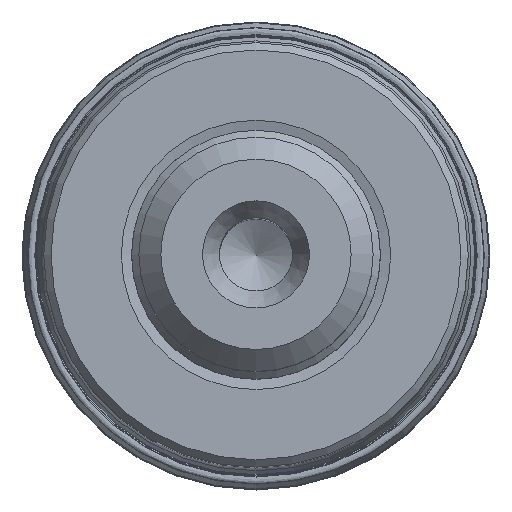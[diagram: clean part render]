
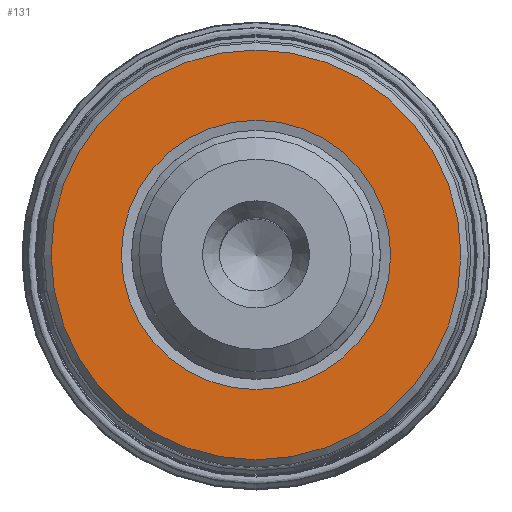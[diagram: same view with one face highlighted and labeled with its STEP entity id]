
A CAD part, top view. The second image highlights one B-rep face of the part: STEP entity #131.
In plain terms, the highlighted planar face has unit normal (0, 0, 1).
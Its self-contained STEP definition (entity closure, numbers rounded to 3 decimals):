
#46=PLANE('',#908);
#131=ADVANCED_FACE('',(#363,#364),#46,.F.);
#363=FACE_BOUND('',#493,.T.);
#364=FACE_BOUND('',#494,.T.);
#493=EDGE_LOOP('',(#621));
#494=EDGE_LOOP('',(#622));
#621=ORIENTED_EDGE('',*,*,#767,.T.);
#622=ORIENTED_EDGE('',*,*,#766,.F.);
#700=VERTEX_POINT('',#1574);
#701=VERTEX_POINT('',#1577);
#766=EDGE_CURVE('',#700,#700,#830,.T.);
#767=EDGE_CURVE('',#701,#701,#831,.T.);
#830=CIRCLE('',#905,9.199);
#831=CIRCLE('',#907,14.);
#905=AXIS2_PLACEMENT_3D('',#1573,#1097,#1098);
#907=AXIS2_PLACEMENT_3D('',#1576,#1101,#1102);
#908=AXIS2_PLACEMENT_3D('',#1578,#1103,#1104);
#1097=DIRECTION('',(0.,0.,1.));
#1098=DIRECTION('',(1.,0.,0.));
#1101=DIRECTION('',(0.,0.,1.));
#1102=DIRECTION('',(-1.,0.,0.));
#1103=DIRECTION('',(0.,0.,-1.));
#1104=DIRECTION('',(-1.,0.,0.));
#1573=CARTESIAN_POINT('',(0.,0.,0.));
#1574=CARTESIAN_POINT('',(9.199,0.,0.));
#1576=CARTESIAN_POINT('',(0.,0.,0.));
#1577=CARTESIAN_POINT('',(-14.,0.,0.));
#1578=CARTESIAN_POINT('',(14.5,0.,0.));
